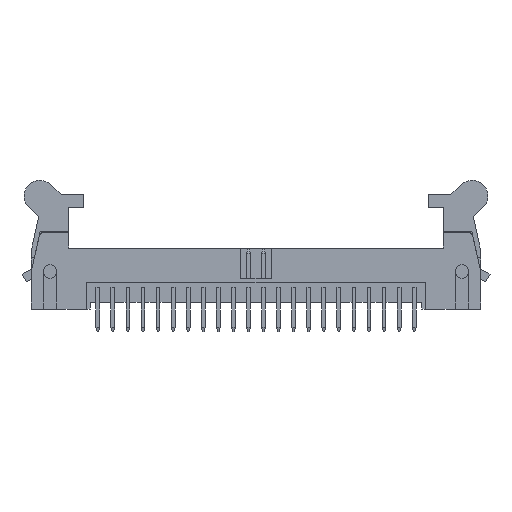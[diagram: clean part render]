
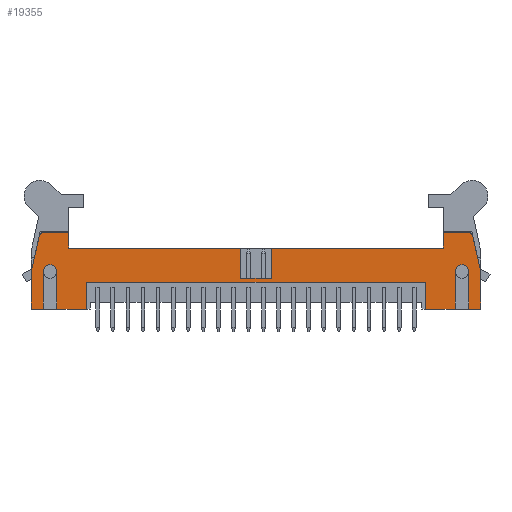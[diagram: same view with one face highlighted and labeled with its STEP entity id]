
A CAD part, left-side view. The second image highlights one B-rep face of the part: STEP entity #19355.
In plain terms, the highlighted face is planar.
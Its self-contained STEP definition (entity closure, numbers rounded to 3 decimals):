
#465=PLANE('',#20939);
#2362=LINE('',#29234,#5060);
#2365=LINE('',#29240,#5063);
#2413=LINE('',#29318,#5111);
#2417=LINE('',#29327,#5115);
#2437=LINE('',#29386,#5135);
#2456=LINE('',#29432,#5154);
#2459=LINE('',#29438,#5157);
#2465=LINE('',#29451,#5163);
#2473=LINE('',#29471,#5171);
#2476=LINE('',#29477,#5174);
#2479=LINE('',#29483,#5177);
#2481=LINE('',#29487,#5179);
#2485=LINE('',#29494,#5183);
#2487=LINE('',#29496,#5185);
#2521=LINE('',#29539,#5219);
#2525=LINE('',#29547,#5223);
#2531=LINE('',#29560,#5229);
#2535=LINE('',#29568,#5233);
#2537=LINE('',#29572,#5235);
#2538=LINE('',#29574,#5236);
#2539=LINE('',#29576,#5237);
#2540=LINE('',#29578,#5238);
#2541=LINE('',#29579,#5239);
#2542=LINE('',#29583,#5240);
#5060=VECTOR('',#23741,1000.);
#5063=VECTOR('',#23746,1000.);
#5111=VECTOR('',#23818,1000.);
#5115=VECTOR('',#23824,1000.);
#5135=VECTOR('',#23878,1000.);
#5154=VECTOR('',#23925,1000.);
#5157=VECTOR('',#23930,1000.);
#5163=VECTOR('',#23938,1000.);
#5171=VECTOR('',#23952,1000.);
#5174=VECTOR('',#23959,1000.);
#5177=VECTOR('',#23966,1000.);
#5179=VECTOR('',#23970,1000.);
#5183=VECTOR('',#23976,1000.);
#5185=VECTOR('',#23978,1000.);
#5219=VECTOR('',#24020,1000.);
#5223=VECTOR('',#24024,1000.);
#5229=VECTOR('',#24040,1000.);
#5233=VECTOR('',#24046,1000.);
#5235=VECTOR('',#24050,1000.);
#5236=VECTOR('',#24051,1000.);
#5237=VECTOR('',#24052,1000.);
#5238=VECTOR('',#24055,1000.);
#5239=VECTOR('',#24056,1000.);
#5240=VECTOR('',#24059,1000.);
#9048=ORIENTED_EDGE('',*,*,#13505,.F.);
#9049=ORIENTED_EDGE('',*,*,#13375,.F.);
#9050=ORIENTED_EDGE('',*,*,#13461,.F.);
#9051=ORIENTED_EDGE('',*,*,#13457,.F.);
#9052=ORIENTED_EDGE('',*,*,#13455,.F.);
#9053=ORIENTED_EDGE('',*,*,#13416,.F.);
#9054=ORIENTED_EDGE('',*,*,#13452,.F.);
#9055=ORIENTED_EDGE('',*,*,#13449,.F.);
#9056=ORIENTED_EDGE('',*,*,#13440,.F.);
#9057=ORIENTED_EDGE('',*,*,#13514,.F.);
#9058=ORIENTED_EDGE('',*,*,#13515,.T.);
#9059=ORIENTED_EDGE('',*,*,#13516,.T.);
#9060=ORIENTED_EDGE('',*,*,#13508,.F.);
#9061=ORIENTED_EDGE('',*,*,#13434,.F.);
#9062=ORIENTED_EDGE('',*,*,#13431,.F.);
#9063=ORIENTED_EDGE('',*,*,#13517,.F.);
#9064=ORIENTED_EDGE('',*,*,#13512,.F.);
#9065=ORIENTED_EDGE('',*,*,#13518,.F.);
#9066=ORIENTED_EDGE('',*,*,#13501,.F.);
#9067=ORIENTED_EDGE('',*,*,#13519,.F.);
#9068=ORIENTED_EDGE('',*,*,#13520,.F.);
#9069=ORIENTED_EDGE('',*,*,#13521,.F.);
#9070=ORIENTED_EDGE('',*,*,#13497,.F.);
#9071=ORIENTED_EDGE('',*,*,#13407,.F.);
#9072=ORIENTED_EDGE('',*,*,#13324,.F.);
#9073=ORIENTED_EDGE('',*,*,#13321,.T.);
#9074=ORIENTED_EDGE('',*,*,#13463,.F.);
#9075=ORIENTED_EDGE('',*,*,#13379,.F.);
#13321=EDGE_CURVE('',#15701,#15700,#2362,.T.);
#13324=EDGE_CURVE('',#15701,#15703,#2365,.T.);
#13375=EDGE_CURVE('',#15721,#15722,#2413,.T.);
#13379=EDGE_CURVE('',#15725,#15726,#2417,.T.);
#13407=EDGE_CURVE('',#15703,#15737,#2437,.T.);
#13416=EDGE_CURVE('',#15742,#15743,#16551,.T.);
#13431=EDGE_CURVE('',#15751,#15752,#2456,.T.);
#13434=EDGE_CURVE('',#15752,#15754,#2459,.T.);
#13440=EDGE_CURVE('',#15759,#15756,#2465,.T.);
#13449=EDGE_CURVE('',#15756,#15765,#2473,.T.);
#13452=EDGE_CURVE('',#15765,#15742,#2476,.T.);
#13455=EDGE_CURVE('',#15743,#15767,#2479,.T.);
#13457=EDGE_CURVE('',#15767,#15768,#2481,.T.);
#13461=EDGE_CURVE('',#15768,#15721,#2485,.T.);
#13463=EDGE_CURVE('',#15726,#15700,#2487,.T.);
#13497=EDGE_CURVE('',#15737,#15775,#2521,.T.);
#13501=EDGE_CURVE('',#15778,#15779,#2525,.T.);
#13505=EDGE_CURVE('',#15722,#15725,#16553,.T.);
#13508=EDGE_CURVE('',#15754,#15781,#2531,.T.);
#13512=EDGE_CURVE('',#15783,#15784,#2535,.T.);
#13514=EDGE_CURVE('',#15785,#15759,#2537,.T.);
#13515=EDGE_CURVE('',#15785,#15786,#2538,.T.);
#13516=EDGE_CURVE('',#15786,#15781,#2539,.T.);
#13517=EDGE_CURVE('',#15784,#15751,#16554,.T.);
#13518=EDGE_CURVE('',#15779,#15783,#2540,.T.);
#13519=EDGE_CURVE('',#15787,#15778,#2541,.T.);
#13520=EDGE_CURVE('',#15788,#15787,#16555,.T.);
#13521=EDGE_CURVE('',#15775,#15788,#2542,.T.);
#15700=VERTEX_POINT('',#29233);
#15701=VERTEX_POINT('',#29235);
#15703=VERTEX_POINT('',#29241);
#15721=VERTEX_POINT('',#29319);
#15722=VERTEX_POINT('',#29320);
#15725=VERTEX_POINT('',#29328);
#15726=VERTEX_POINT('',#29329);
#15737=VERTEX_POINT('',#29383);
#15742=VERTEX_POINT('',#29402);
#15743=VERTEX_POINT('',#29404);
#15751=VERTEX_POINT('',#29431);
#15752=VERTEX_POINT('',#29433);
#15754=VERTEX_POINT('',#29439);
#15756=VERTEX_POINT('',#29445);
#15759=VERTEX_POINT('',#29450);
#15765=VERTEX_POINT('',#29472);
#15767=VERTEX_POINT('',#29484);
#15768=VERTEX_POINT('',#29488);
#15775=VERTEX_POINT('',#29540);
#15778=VERTEX_POINT('',#29546);
#15779=VERTEX_POINT('',#29548);
#15781=VERTEX_POINT('',#29561);
#15783=VERTEX_POINT('',#29567);
#15784=VERTEX_POINT('',#29569);
#15785=VERTEX_POINT('',#29573);
#15786=VERTEX_POINT('',#29575);
#15787=VERTEX_POINT('',#29580);
#15788=VERTEX_POINT('',#29582);
#16551=CIRCLE('',#20911,0.75);
#16553=CIRCLE('',#20934,0.9);
#16554=CIRCLE('',#20940,0.75);
#16555=CIRCLE('',#20941,0.9);
#17029=EDGE_LOOP('',(#9048,#9049,#9050,#9051,#9052,#9053,#9054,#9055,#9056,
#9057,#9058,#9059,#9060,#9061,#9062,#9063,#9064,#9065,#9066,#9067,#9068,
#9069,#9070,#9071,#9072,#9073,#9074,#9075));
#18185=FACE_BOUND('',#17029,.T.);
#19355=ADVANCED_FACE('',(#18185),#465,.F.);
#20911=AXIS2_PLACEMENT_3D('',#29403,#23898,#23899);
#20934=AXIS2_PLACEMENT_3D('',#29554,#24030,#24031);
#20939=AXIS2_PLACEMENT_3D('',#29571,#24048,#24049);
#20940=AXIS2_PLACEMENT_3D('',#29577,#24053,#24054);
#20941=AXIS2_PLACEMENT_3D('',#29581,#24057,#24058);
#23741=DIRECTION('',(0.,0.,-1.));
#23746=DIRECTION('',(-1.,0.,0.));
#23818=DIRECTION('',(0.,0.,1.));
#23824=DIRECTION('',(0.,0.,-1.));
#23878=DIRECTION('',(0.,0.,-1.));
#23898=DIRECTION('',(0.,1.,0.));
#23899=DIRECTION('',(0.,0.,1.));
#23925=DIRECTION('',(1.,0.,0.));
#23930=DIRECTION('',(0.,0.,-1.));
#23938=DIRECTION('',(1.,0.,0.));
#23952=DIRECTION('',(0.,0.,1.));
#23959=DIRECTION('',(1.,0.,0.));
#23966=DIRECTION('',(0.225,0.,-0.974));
#23970=DIRECTION('',(0.,0.,-1.));
#23976=DIRECTION('',(-1.,0.,0.));
#23978=DIRECTION('',(-1.,0.,0.));
#24020=DIRECTION('',(-1.,0.,0.));
#24024=DIRECTION('',(-1.,0.,0.));
#24030=DIRECTION('',(0.,-1.,0.));
#24031=DIRECTION('',(1.,0.,0.));
#24040=DIRECTION('',(1.,0.,0.));
#24046=DIRECTION('',(0.225,0.,0.974));
#24048=DIRECTION('',(0.,1.,0.));
#24049=DIRECTION('',(0.,0.,1.));
#24050=DIRECTION('',(0.,0.,1.));
#24051=DIRECTION('',(-1.,0.,0.));
#24052=DIRECTION('',(0.,0.,1.));
#24053=DIRECTION('',(0.,1.,0.));
#24054=DIRECTION('',(0.,0.,1.));
#24055=DIRECTION('',(0.,0.,1.));
#24056=DIRECTION('',(0.,0.,-1.));
#24057=DIRECTION('',(0.,-1.,0.));
#24058=DIRECTION('',(1.,0.,0.));
#24059=DIRECTION('',(0.,0.,1.));
#29233=CARTESIAN_POINT('',(22.5,-3.,-5.));
#29234=CARTESIAN_POINT('',(22.5,-3.,-1.4));
#29235=CARTESIAN_POINT('',(22.5,-3.,-1.4));
#29240=CARTESIAN_POINT('',(22.5,-3.,-1.4));
#29241=CARTESIAN_POINT('',(-22.5,-3.,-1.4));
#29318=CARTESIAN_POINT('',(28.25,-3.,-5.));
#29319=CARTESIAN_POINT('',(28.25,-3.,-5.));
#29320=CARTESIAN_POINT('',(28.25,-3.,0.));
#29327=CARTESIAN_POINT('',(26.45,-3.,0.));
#29328=CARTESIAN_POINT('',(26.45,-3.,0.));
#29329=CARTESIAN_POINT('',(26.45,-3.,-5.));
#29383=CARTESIAN_POINT('',(-22.5,-3.,-5.));
#29386=CARTESIAN_POINT('',(-22.5,-3.,-1.4));
#29402=CARTESIAN_POINT('',(28.053,-3.,5.2));
#29403=CARTESIAN_POINT('',(28.053,-3.,4.45));
#29404=CARTESIAN_POINT('',(28.784,-3.,4.619));
#29431=CARTESIAN_POINT('',(-28.053,-3.,5.2));
#29432=CARTESIAN_POINT('',(-28.65,-3.,5.2));
#29433=CARTESIAN_POINT('',(-24.85,-3.,5.2));
#29438=CARTESIAN_POINT('',(-24.85,-3.,5.2));
#29439=CARTESIAN_POINT('',(-24.85,-3.,3.1));
#29445=CARTESIAN_POINT('',(24.85,-3.,3.1));
#29450=CARTESIAN_POINT('',(2.,-3.,3.1));
#29451=CARTESIAN_POINT('',(-24.85,-3.,3.1));
#29471=CARTESIAN_POINT('',(24.85,-3.,3.1));
#29472=CARTESIAN_POINT('',(24.85,-3.,5.2));
#29477=CARTESIAN_POINT('',(24.85,-3.,5.2));
#29483=CARTESIAN_POINT('',(28.65,-3.,5.2));
#29484=CARTESIAN_POINT('',(29.85,-3.,0.));
#29487=CARTESIAN_POINT('',(29.85,-3.,0.));
#29488=CARTESIAN_POINT('',(29.85,-3.,-5.));
#29494=CARTESIAN_POINT('',(29.85,-3.,-5.));
#29496=CARTESIAN_POINT('',(29.85,-3.,-5.));
#29539=CARTESIAN_POINT('',(-22.,-3.,-5.));
#29540=CARTESIAN_POINT('',(-26.45,-3.,-5.));
#29546=CARTESIAN_POINT('',(-28.25,-3.,-5.));
#29547=CARTESIAN_POINT('',(-22.,-3.,-5.));
#29548=CARTESIAN_POINT('',(-29.85,-3.,-5.));
#29554=CARTESIAN_POINT('',(27.35,-3.,0.));
#29560=CARTESIAN_POINT('',(-24.85,-3.,3.1));
#29561=CARTESIAN_POINT('',(-2.,-3.,3.1));
#29567=CARTESIAN_POINT('',(-29.85,-3.,0.));
#29568=CARTESIAN_POINT('',(-29.85,-3.,0.));
#29569=CARTESIAN_POINT('',(-28.784,-3.,4.619));
#29571=CARTESIAN_POINT('',(0.,-3.,0.));
#29572=CARTESIAN_POINT('',(2.,-3.,-0.9));
#29573=CARTESIAN_POINT('',(2.,-3.,-0.9));
#29574=CARTESIAN_POINT('',(2.,-3.,-0.9));
#29575=CARTESIAN_POINT('',(-2.,-3.,-0.9));
#29576=CARTESIAN_POINT('',(-2.,-3.,-0.9));
#29577=CARTESIAN_POINT('',(-28.053,-3.,4.45));
#29578=CARTESIAN_POINT('',(-29.85,-3.,-5.));
#29579=CARTESIAN_POINT('',(-28.25,-3.,0.));
#29580=CARTESIAN_POINT('',(-28.25,-3.,0.));
#29581=CARTESIAN_POINT('',(-27.35,-3.,0.));
#29582=CARTESIAN_POINT('',(-26.45,-3.,0.));
#29583=CARTESIAN_POINT('',(-26.45,-3.,-5.));
